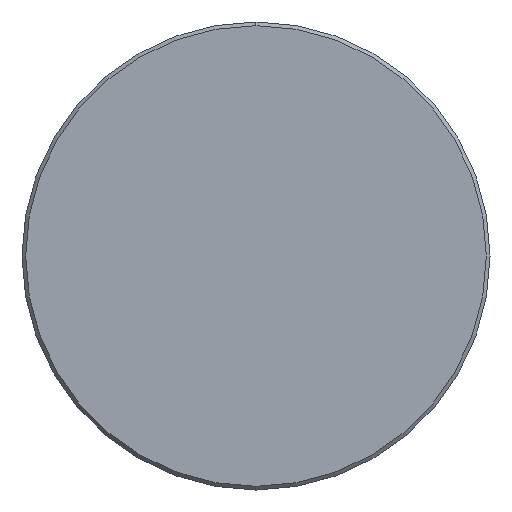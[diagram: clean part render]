
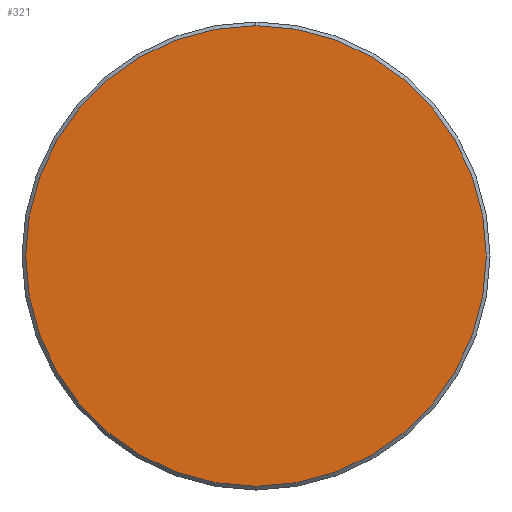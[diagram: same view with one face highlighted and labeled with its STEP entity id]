
A CAD part, left-side view. The second image highlights one B-rep face of the part: STEP entity #321.
In plain terms, the highlighted planar face has unit normal (-1, 0, 0).
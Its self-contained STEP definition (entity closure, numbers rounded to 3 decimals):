
#16 = EDGE_CURVE ( 'NONE', #531, #128, #554, .T. ) ;
#87 = FACE_OUTER_BOUND ( 'NONE', #557, .T. ) ;
#124 = AXIS2_PLACEMENT_3D ( 'NONE', #493, #535, #441 ) ;
#128 = VERTEX_POINT ( 'NONE', #141 ) ;
#141 = CARTESIAN_POINT ( 'NONE',  ( 0., 0., -18.7 ) ) ;
#225 = DIRECTION ( 'NONE',  ( -1., 0., 0. ) ) ;
#257 = CARTESIAN_POINT ( 'NONE',  ( 0., 0., 0. ) ) ;
#287 = EDGE_CURVE ( 'NONE', #128, #531, #485, .T. ) ;
#289 = AXIS2_PLACEMENT_3D ( 'NONE', #386, #337, #481 ) ;
#321 = ADVANCED_FACE ( 'NONE', ( #87 ), #537, .F. ) ;
#337 = DIRECTION ( 'NONE',  ( -1., 0., 0. ) ) ;
#361 = CARTESIAN_POINT ( 'NONE',  ( 0., 0., 18.7 ) ) ;
#381 = ORIENTED_EDGE ( 'NONE', *, *, #16, .T. ) ;
#386 = CARTESIAN_POINT ( 'NONE',  ( 0., 0., 0. ) ) ;
#394 = DIRECTION ( 'NONE',  ( 0., 0., 1. ) ) ;
#441 = DIRECTION ( 'NONE',  ( 0., 0., -1. ) ) ;
#481 = DIRECTION ( 'NONE',  ( 0., 0., 1. ) ) ;
#485 = CIRCLE ( 'NONE', #503, 18.7 ) ;
#493 = CARTESIAN_POINT ( 'NONE',  ( 0., 0., 0. ) ) ;
#503 = AXIS2_PLACEMENT_3D ( 'NONE', #257, #225, #394 ) ;
#520 = ORIENTED_EDGE ( 'NONE', *, *, #287, .T. ) ;
#531 = VERTEX_POINT ( 'NONE', #361 ) ;
#535 = DIRECTION ( 'NONE',  ( 1., 0., 0. ) ) ;
#537 = PLANE ( 'NONE',  #124 ) ;
#554 = CIRCLE ( 'NONE', #289, 18.7 ) ;
#557 = EDGE_LOOP ( 'NONE', ( #520, #381 ) ) ;
